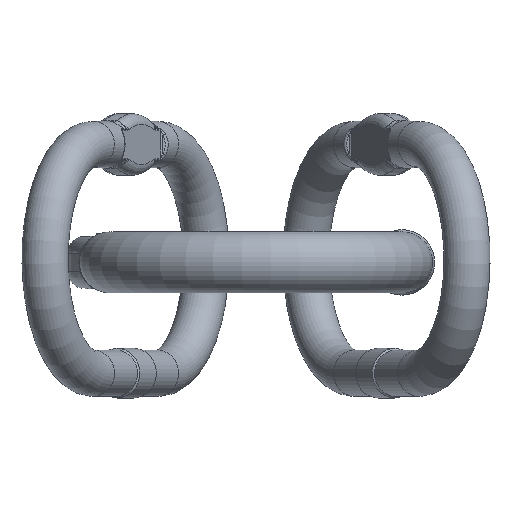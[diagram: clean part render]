
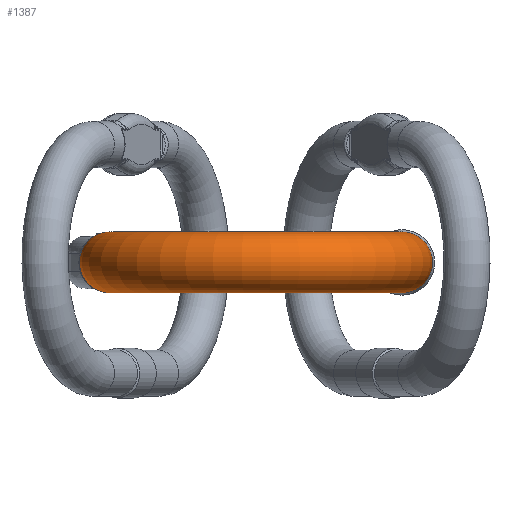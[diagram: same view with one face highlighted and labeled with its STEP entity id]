
A CAD part, front view. The second image highlights one B-rep face of the part: STEP entity #1387.
In plain terms, the highlighted toroidal (fillet/blend) face has major radius 120 mm and minor radius 25 mm.
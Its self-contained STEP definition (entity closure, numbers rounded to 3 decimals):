
#556=TOROIDAL_SURFACE('',#4704,120.,25.);
#1387=ADVANCED_FACE('',(#1611,#1612),#556,.T.);
#1611=FACE_BOUND('',#1823,.T.);
#1612=FACE_BOUND('',#1824,.T.);
#1823=EDGE_LOOP('',(#2743));
#1824=EDGE_LOOP('',(#2744));
#2743=ORIENTED_EDGE('',*,*,#4084,.T.);
#2744=ORIENTED_EDGE('',*,*,#4085,.F.);
#3544=VERTEX_POINT('',#9357);
#3545=VERTEX_POINT('',#9360);
#4084=EDGE_CURVE('',#3544,#3544,#4434,.T.);
#4085=EDGE_CURVE('',#3545,#3545,#4435,.T.);
#4434=CIRCLE('',#4699,25.);
#4435=CIRCLE('',#4701,25.);
#4699=AXIS2_PLACEMENT_3D('',#9356,#5335,#5336);
#4701=AXIS2_PLACEMENT_3D('',#9359,#5339,#5340);
#4704=AXIS2_PLACEMENT_3D('',#9364,#5345,#5346);
#5335=DIRECTION('',(0.,-1.,0.));
#5336=DIRECTION('',(0.,0.,1.));
#5339=DIRECTION('',(0.,1.,0.));
#5340=DIRECTION('',(0.,0.,1.));
#5345=DIRECTION('',(0.,0.,1.));
#5346=DIRECTION('',(1.,0.,0.));
#9356=CARTESIAN_POINT('',(-120.,-80.,0.));
#9357=CARTESIAN_POINT('',(-120.,-80.,25.));
#9359=CARTESIAN_POINT('',(120.,-80.,0.));
#9360=CARTESIAN_POINT('',(120.,-80.,25.));
#9364=CARTESIAN_POINT('',(0.,-80.,0.));
